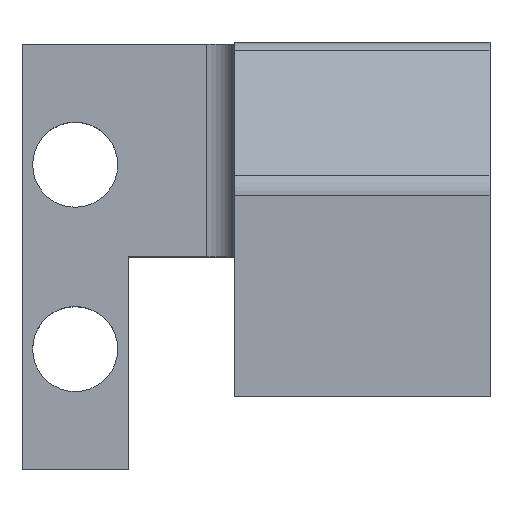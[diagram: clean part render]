
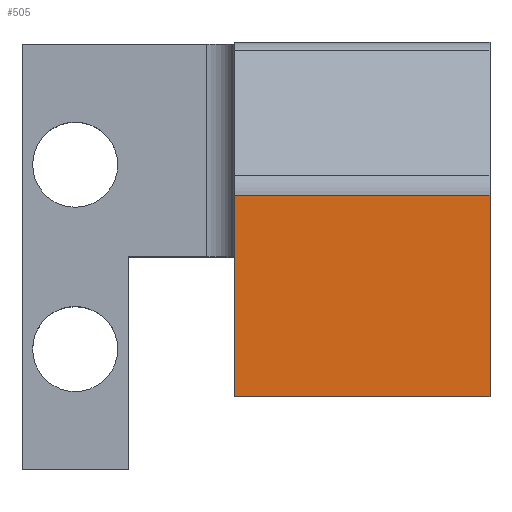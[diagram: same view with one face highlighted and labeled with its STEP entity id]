
A CAD part, top view. The second image highlights one B-rep face of the part: STEP entity #505.
In plain terms, the highlighted planar face has unit normal (0, 0, 1).
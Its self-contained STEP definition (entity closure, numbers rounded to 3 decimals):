
#27=PLANE('',#570);
#51=FACE_OUTER_BOUND('',#77,.T.);
#77=EDGE_LOOP('',(#427,#428,#429,#430));
#98=LINE('',#762,#150);
#106=LINE('',#785,#158);
#113=LINE('',#803,#165);
#114=LINE('',#805,#166);
#150=VECTOR('',#611,10.);
#158=VECTOR('',#633,10.);
#165=VECTOR('',#652,10.);
#166=VECTOR('',#655,10.);
#228=VERTEX_POINT('',#759);
#229=VERTEX_POINT('',#761);
#236=VERTEX_POINT('',#781);
#242=VERTEX_POINT('',#801);
#277=EDGE_CURVE('',#228,#229,#98,.T.);
#289=EDGE_CURVE('',#229,#236,#106,.T.);
#298=EDGE_CURVE('',#228,#242,#113,.T.);
#299=EDGE_CURVE('',#236,#242,#114,.T.);
#427=ORIENTED_EDGE('',*,*,#289,.F.);
#428=ORIENTED_EDGE('',*,*,#277,.F.);
#429=ORIENTED_EDGE('',*,*,#298,.T.);
#430=ORIENTED_EDGE('',*,*,#299,.F.);
#505=ADVANCED_FACE('',(#51),#27,.T.);
#570=AXIS2_PLACEMENT_3D('',#840,#689,#690);
#611=DIRECTION('',(0.,1.,0.));
#633=DIRECTION('',(1.,0.,0.));
#652=DIRECTION('',(1.,0.,0.));
#655=DIRECTION('',(0.,-1.,0.));
#689=DIRECTION('center_axis',(0.,0.,1.));
#690=DIRECTION('ref_axis',(1.,0.,0.));
#759=CARTESIAN_POINT('',(15.,5.,100.));
#761=CARTESIAN_POINT('',(15.,19.172,100.));
#762=CARTESIAN_POINT('',(15.,5.,100.));
#781=CARTESIAN_POINT('',(33.,19.172,100.));
#785=CARTESIAN_POINT('',(23.75,19.172,100.));
#801=CARTESIAN_POINT('',(33.,5.,100.));
#803=CARTESIAN_POINT('',(27.5,5.,100.));
#805=CARTESIAN_POINT('',(33.,30.,100.));
#840=CARTESIAN_POINT('Origin',(22.5,22.5,100.));
